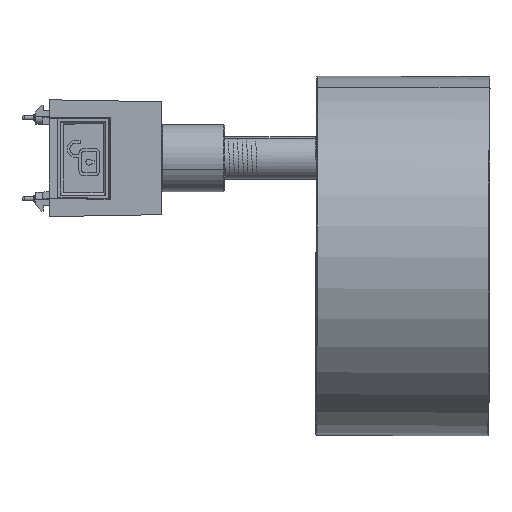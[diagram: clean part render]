
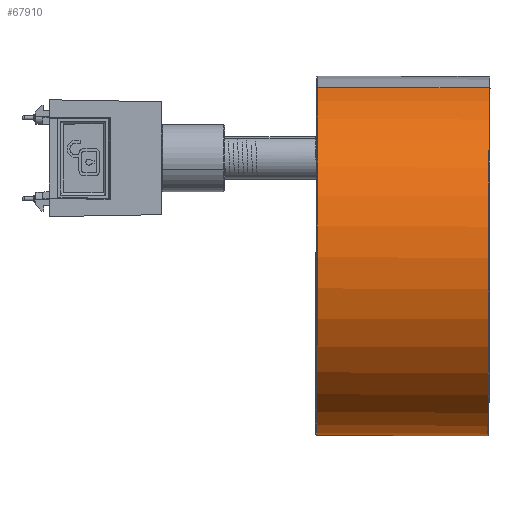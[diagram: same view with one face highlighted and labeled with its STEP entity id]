
A CAD part, left-side view. The second image highlights one B-rep face of the part: STEP entity #67910.
In plain terms, the highlighted cylindrical face has radius 40 mm (diameter 80 mm), a partial arc.
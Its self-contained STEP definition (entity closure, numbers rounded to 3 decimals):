
#548 = VECTOR ( 'NONE', #48545, 1000. ) ;
#1409 = DIRECTION ( 'NONE',  ( 0., 0., -1. ) ) ;
#1528 = ORIENTED_EDGE ( 'NONE', *, *, #68853, .T. ) ;
#8902 = DIRECTION ( 'NONE',  ( -1., 0., 0. ) ) ;
#10030 = CARTESIAN_POINT ( 'NONE',  ( 0., 0., -0.2 ) ) ;
#11033 = CARTESIAN_POINT ( 'NONE',  ( -40., 0., -0.2 ) ) ;
#11254 = VECTOR ( 'NONE', #12896, 1000. ) ;
#12640 = CIRCLE ( 'NONE', #41454, 40. ) ;
#12896 = DIRECTION ( 'NONE',  ( 0., 0., -1. ) ) ;
#15651 = VERTEX_POINT ( 'NONE', #11033 ) ;
#16720 = AXIS2_PLACEMENT_3D ( 'NONE', #22587, #39892, #48516 ) ;
#16736 = LINE ( 'NONE', #41055, #548 ) ;
#18134 = CARTESIAN_POINT ( 'NONE',  ( 40., 0., -0.2 ) ) ;
#20619 = DIRECTION ( 'NONE',  ( 1., 0., 0. ) ) ;
#20809 = CARTESIAN_POINT ( 'NONE',  ( -40., 0., -7.994 ) ) ;
#22094 = DIRECTION ( 'NONE',  ( 0., 0., 1. ) ) ;
#22587 = CARTESIAN_POINT ( 'NONE',  ( 0., 0., -7.994 ) ) ;
#27087 = CARTESIAN_POINT ( 'NONE',  ( 40., 0., -38.34 ) ) ;
#27429 = VERTEX_POINT ( 'NONE', #27087 ) ;
#30355 = CARTESIAN_POINT ( 'NONE',  ( 0., 0., -38.34 ) ) ;
#39629 = EDGE_LOOP ( 'NONE', ( #60264, #76651, #1528, #81536 ) ) ;
#39892 = DIRECTION ( 'NONE',  ( 0., 0., -1. ) ) ;
#40077 = VERTEX_POINT ( 'NONE', #67709 ) ;
#40865 = LINE ( 'NONE', #20809, #11254 ) ;
#41055 = CARTESIAN_POINT ( 'NONE',  ( 40., 0., -7.994 ) ) ;
#41454 = AXIS2_PLACEMENT_3D ( 'NONE', #10030, #1409, #8902 ) ;
#45243 = EDGE_CURVE ( 'NONE', #77968, #27429, #16736, .T. ) ;
#45756 = EDGE_CURVE ( 'NONE', #15651, #77968, #12640, .T. ) ;
#48516 = DIRECTION ( 'NONE',  ( -1., 0., 0. ) ) ;
#48545 = DIRECTION ( 'NONE',  ( 0., 0., -1. ) ) ;
#50471 = CYLINDRICAL_SURFACE ( 'NONE', #16720, 40. ) ;
#56354 = AXIS2_PLACEMENT_3D ( 'NONE', #30355, #22094, #20619 ) ;
#60264 = ORIENTED_EDGE ( 'NONE', *, *, #45756, .T. ) ;
#65074 = EDGE_CURVE ( 'NONE', #15651, #40077, #40865, .T. ) ;
#67709 = CARTESIAN_POINT ( 'NONE',  ( -40., 0., -38.34 ) ) ;
#67910 = ADVANCED_FACE ( 'NONE', ( #89409 ), #50471, .T. ) ;
#68853 = EDGE_CURVE ( 'NONE', #27429, #40077, #71866, .T. ) ;
#71866 = CIRCLE ( 'NONE', #56354, 40. ) ;
#76651 = ORIENTED_EDGE ( 'NONE', *, *, #45243, .T. ) ;
#77968 = VERTEX_POINT ( 'NONE', #18134 ) ;
#81536 = ORIENTED_EDGE ( 'NONE', *, *, #65074, .F. ) ;
#89409 = FACE_OUTER_BOUND ( 'NONE', #39629, .T. ) ;
